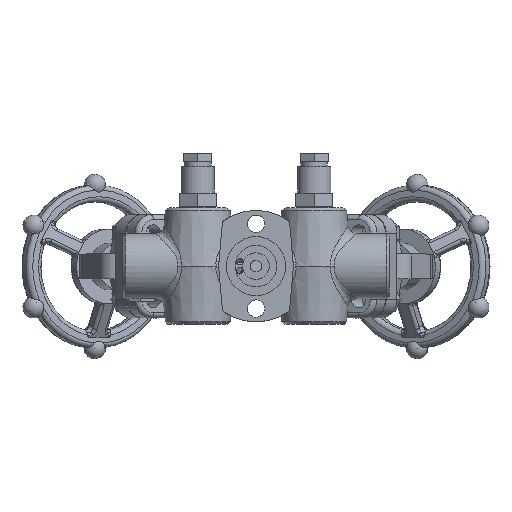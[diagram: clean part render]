
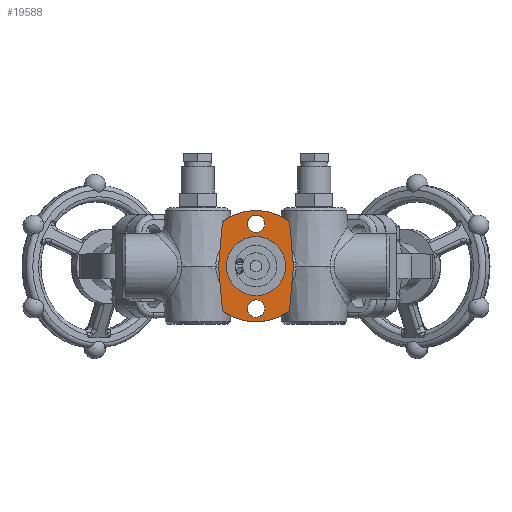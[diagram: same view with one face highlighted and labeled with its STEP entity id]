
A CAD part, top view. The second image highlights one B-rep face of the part: STEP entity #19588.
In plain terms, the highlighted planar face has unit normal (0, 0, 1).
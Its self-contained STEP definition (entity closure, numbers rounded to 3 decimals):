
#1189=FACE_BOUND('',#4759,.T.);
#1190=FACE_BOUND('',#4760,.T.);
#1191=FACE_BOUND('',#4761,.T.);
#1721=CIRCLE('',#20744,5.25);
#1723=CIRCLE('',#20747,5.25);
#1725=CIRCLE('',#20750,17.75);
#1978=CIRCLE('',#21358,33.5);
#1983=CIRCLE('',#21365,33.5);
#1992=CIRCLE('',#21382,3.);
#1993=CIRCLE('',#21388,3.);
#1994=CIRCLE('',#21392,3.);
#1995=CIRCLE('',#21394,3.);
#3435=FACE_OUTER_BOUND('',#4758,.T.);
#4758=EDGE_LOOP('',(#17915,#17916,#17917,#17918,#17919,#17920,#17921,#17922,
#17923,#17924));
#4759=EDGE_LOOP('',(#17925));
#4760=EDGE_LOOP('',(#17926));
#4761=EDGE_LOOP('',(#17927));
#6216=LINE('',#42705,#7610);
#6218=LINE('',#42710,#7612);
#6220=LINE('',#42717,#7614);
#6223=LINE('',#42729,#7617);
#7610=VECTOR('',#26342,25.485);
#7612=VECTOR('',#26348,25.485);
#7614=VECTOR('',#26356,25.485);
#7617=VECTOR('',#26373,25.485);
#8823=VERTEX_POINT('',#36747);
#8826=VERTEX_POINT('',#36763);
#8828=VERTEX_POINT('',#36768);
#9444=VERTEX_POINT('',#41765);
#9445=VERTEX_POINT('',#41767);
#9448=VERTEX_POINT('',#42006);
#9449=VERTEX_POINT('',#42008);
#9451=VERTEX_POINT('',#42697);
#9453=VERTEX_POINT('',#42703);
#9454=VERTEX_POINT('',#42708);
#9455=VERTEX_POINT('',#42714);
#9456=VERTEX_POINT('',#42716);
#9458=VERTEX_POINT('',#42724);
#11306=EDGE_CURVE('',#8823,#8823,#1721,.T.);
#11309=EDGE_CURVE('',#8826,#8826,#1723,.T.);
#11311=EDGE_CURVE('',#8828,#8828,#1725,.T.);
#12253=EDGE_CURVE('',#9444,#9445,#1978,.T.);
#12264=EDGE_CURVE('',#9448,#9449,#1983,.T.);
#12279=EDGE_CURVE('',#9451,#9448,#1992,.T.);
#12282=EDGE_CURVE('',#9453,#9451,#6216,.T.);
#12285=EDGE_CURVE('',#9454,#9453,#6218,.T.);
#12286=EDGE_CURVE('',#9445,#9454,#1993,.T.);
#12288=EDGE_CURVE('',#9455,#9456,#6220,.T.);
#12291=EDGE_CURVE('',#9449,#9455,#1994,.T.);
#12293=EDGE_CURVE('',#9458,#9444,#1995,.T.);
#12295=EDGE_CURVE('',#9456,#9458,#6223,.T.);
#17915=ORIENTED_EDGE('',*,*,#12295,.F.);
#17916=ORIENTED_EDGE('',*,*,#12288,.F.);
#17917=ORIENTED_EDGE('',*,*,#12291,.F.);
#17918=ORIENTED_EDGE('',*,*,#12264,.F.);
#17919=ORIENTED_EDGE('',*,*,#12279,.F.);
#17920=ORIENTED_EDGE('',*,*,#12282,.F.);
#17921=ORIENTED_EDGE('',*,*,#12285,.F.);
#17922=ORIENTED_EDGE('',*,*,#12286,.F.);
#17923=ORIENTED_EDGE('',*,*,#12253,.F.);
#17924=ORIENTED_EDGE('',*,*,#12293,.F.);
#17925=ORIENTED_EDGE('',*,*,#11311,.T.);
#17926=ORIENTED_EDGE('',*,*,#11309,.T.);
#17927=ORIENTED_EDGE('',*,*,#11306,.T.);
#18480=PLANE('',#21397);
#19588=ADVANCED_FACE('',(#3435,#1189,#1190,#1191),#18480,.T.);
#20744=AXIS2_PLACEMENT_3D('',#36748,#24472,#24473);
#20747=AXIS2_PLACEMENT_3D('',#36764,#24478,#24479);
#20750=AXIS2_PLACEMENT_3D('',#36769,#24484,#24485);
#21358=AXIS2_PLACEMENT_3D('',#41768,#26282,#26283);
#21365=AXIS2_PLACEMENT_3D('',#42009,#26298,#26299);
#21382=AXIS2_PLACEMENT_3D('',#42699,#26335,#26336);
#21388=AXIS2_PLACEMENT_3D('',#42712,#26351,#26352);
#21392=AXIS2_PLACEMENT_3D('',#42722,#26362,#26363);
#21394=AXIS2_PLACEMENT_3D('',#42726,#26367,#26368);
#21397=AXIS2_PLACEMENT_3D('',#42730,#26374,#26375);
#24472=DIRECTION('center_axis',(0.,0.,-1.));
#24473=DIRECTION('ref_axis',(1.,0.,0.));
#24478=DIRECTION('center_axis',(0.,0.,-1.));
#24479=DIRECTION('ref_axis',(1.,0.,0.));
#24484=DIRECTION('center_axis',(0.,0.,-1.));
#24485=DIRECTION('ref_axis',(-1.,0.,0.));
#26282=DIRECTION('center_axis',(0.,0.,-1.));
#26283=DIRECTION('ref_axis',(1.,0.,0.));
#26298=DIRECTION('center_axis',(0.,0.,-1.));
#26299=DIRECTION('ref_axis',(1.,0.,0.));
#26335=DIRECTION('center_axis',(0.,0.,-1.));
#26336=DIRECTION('ref_axis',(1.,0.,0.));
#26342=DIRECTION('',(-0.087,-0.996,0.));
#26348=DIRECTION('',(0.087,-0.996,0.));
#26351=DIRECTION('center_axis',(0.,0.,-1.));
#26352=DIRECTION('ref_axis',(1.,0.,0.));
#26356=DIRECTION('',(-0.087,0.996,0.));
#26362=DIRECTION('center_axis',(0.,0.,-1.));
#26363=DIRECTION('ref_axis',(1.,0.,0.));
#26367=DIRECTION('center_axis',(0.,0.,-1.));
#26368=DIRECTION('ref_axis',(1.,0.,0.));
#26373=DIRECTION('',(0.087,0.996,0.));
#26374=DIRECTION('center_axis',(0.,0.,1.));
#26375=DIRECTION('ref_axis',(1.,0.,0.));
#36747=CARTESIAN_POINT('',(-5.25,25.5,25.5));
#36748=CARTESIAN_POINT('Origin',(0.,25.5,25.5));
#36763=CARTESIAN_POINT('',(-5.25,-25.5,25.5));
#36764=CARTESIAN_POINT('Origin',(0.,-25.5,25.5));
#36768=CARTESIAN_POINT('',(17.75,0.,25.5));
#36769=CARTESIAN_POINT('Origin',(0.,0.,25.5));
#41765=CARTESIAN_POINT('',(-18.991,27.597,25.5));
#41767=CARTESIAN_POINT('',(18.991,27.597,25.5));
#41768=CARTESIAN_POINT('Origin',(0.,0.,25.5));
#42006=CARTESIAN_POINT('',(18.991,-27.597,25.5));
#42008=CARTESIAN_POINT('',(-18.991,-27.597,25.5));
#42009=CARTESIAN_POINT('Origin',(0.,0.,25.5));
#42697=CARTESIAN_POINT('',(20.279,-25.387,25.5));
#42699=CARTESIAN_POINT('Origin',(17.29,-25.126,25.5));
#42703=CARTESIAN_POINT('',(22.504,0.,25.5));
#42705=CARTESIAN_POINT('',(22.504,0.,25.5));
#42708=CARTESIAN_POINT('',(20.279,25.387,25.5));
#42710=CARTESIAN_POINT('',(20.279,25.387,25.5));
#42712=CARTESIAN_POINT('Origin',(17.29,25.126,25.5));
#42714=CARTESIAN_POINT('',(-20.279,-25.387,25.5));
#42716=CARTESIAN_POINT('',(-22.504,0.,25.5));
#42717=CARTESIAN_POINT('',(-20.279,-25.387,25.5));
#42722=CARTESIAN_POINT('Origin',(-17.29,-25.126,25.5));
#42724=CARTESIAN_POINT('',(-20.279,25.387,25.5));
#42726=CARTESIAN_POINT('Origin',(-17.29,25.126,25.5));
#42729=CARTESIAN_POINT('',(-22.504,0.,25.5));
#42730=CARTESIAN_POINT('Origin',(0.,0.,25.5));
